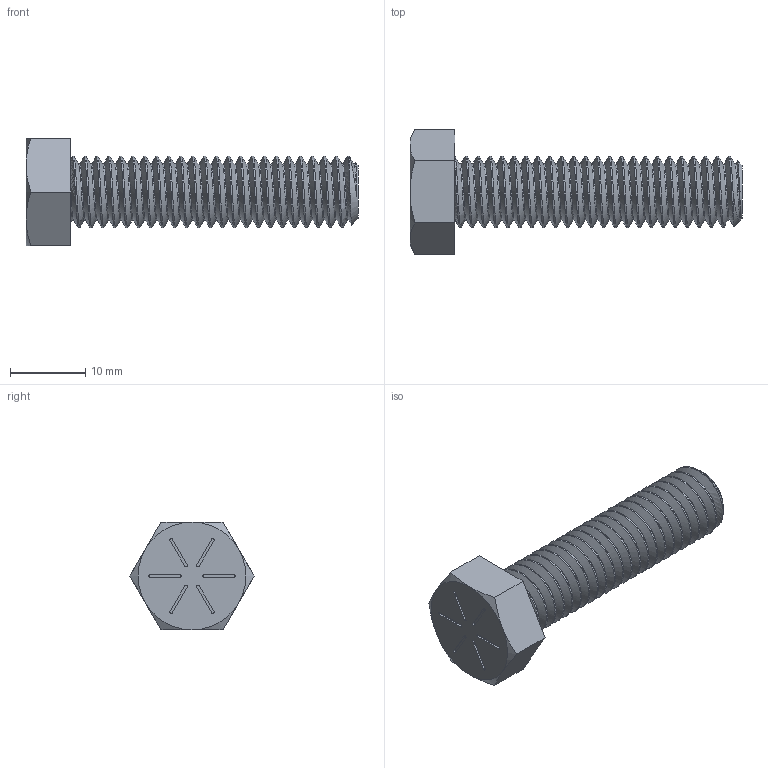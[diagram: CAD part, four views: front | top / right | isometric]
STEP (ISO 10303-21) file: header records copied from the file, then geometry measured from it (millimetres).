
FILE_DESCRIPTION (( 'STEP AP203' ), '1' );
FILE_NAME ('90002A116.step', '2014-05-14T17:13:18', ( '' ), ( '' ), 'SwSTEP 2.0', 'SolidWorks 2010', '' );
FILE_SCHEMA (( 'CONFIG_CONTROL_DESIGN' ));
Length unit declared in the file: inch
Products named in the file (1): 90002A116
Bounding box: 44.05 x 16.5 x 14.29 mm (x, y, z)
Volume: 3221.7 mm3; surface area: 2410.8 mm2
Topology: 1 solids, 1 shells, 102 faces, 272 edges, 179 vertices
Faces by surface type: cylinder 64, plane 27, cone 8, bspline 3
Entity records: 7026 total; most frequent: CARTESIAN_POINT 4702, ORIENTED_EDGE 544, DIRECTION 397, EDGE_CURVE 272, VERTEX_POINT 179, AXIS2_PLACEMENT_3D 142, LINE 113, VECTOR 113
